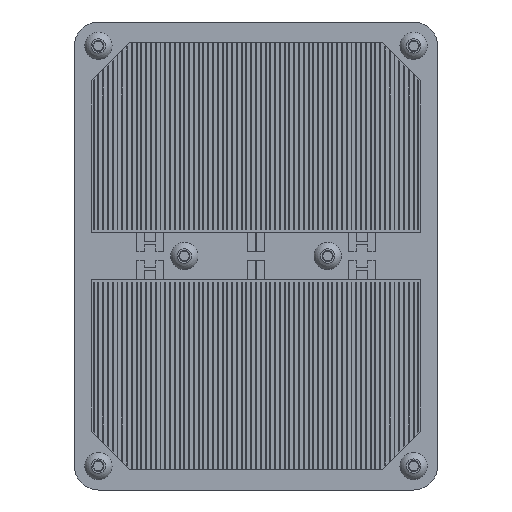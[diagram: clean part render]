
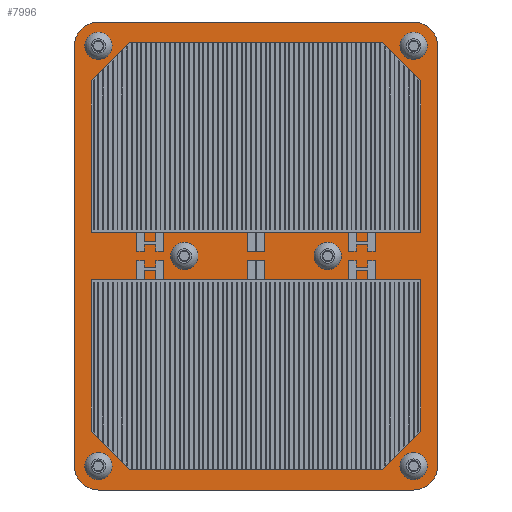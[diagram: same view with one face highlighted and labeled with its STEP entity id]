
A CAD part, front view. The second image highlights one B-rep face of the part: STEP entity #7996.
In plain terms, the highlighted planar face has unit normal (0, -1, 0).
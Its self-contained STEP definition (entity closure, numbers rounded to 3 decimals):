
#82=LINE('',#11303,#1128);
#83=LINE('',#11307,#1129);
#84=LINE('',#11311,#1130);
#85=LINE('',#11315,#1131);
#1128=VECTOR('',#9158,10.);
#1129=VECTOR('',#9161,10.);
#1130=VECTOR('',#9164,10.);
#1131=VECTOR('',#9167,10.);
#2174=PLANE('',#8583);
#2606=FACE_BOUND('',#3193,.T.);
#2607=FACE_BOUND('',#3194,.T.);
#2608=FACE_BOUND('',#3195,.T.);
#2609=FACE_BOUND('',#3196,.T.);
#2610=FACE_BOUND('',#3197,.T.);
#2611=FACE_BOUND('',#3198,.T.);
#2720=FACE_OUTER_BOUND('',#3192,.T.);
#3192=EDGE_LOOP('',(#5722,#5723,#5724,#5725,#5726,#5727,#5728,#5729));
#3193=EDGE_LOOP('',(#5730));
#3194=EDGE_LOOP('',(#5731));
#3195=EDGE_LOOP('',(#5732));
#3196=EDGE_LOOP('',(#5733));
#3197=EDGE_LOOP('',(#5734));
#3198=EDGE_LOOP('',(#5735));
#3760=CIRCLE('',#8566,1.65);
#3762=CIRCLE('',#8569,1.65);
#3764=CIRCLE('',#8572,1.65);
#3766=CIRCLE('',#8575,1.65);
#3768=CIRCLE('',#8578,1.65);
#3770=CIRCLE('',#8581,1.65);
#3772=CIRCLE('',#8584,5.);
#3773=CIRCLE('',#8585,5.);
#3774=CIRCLE('',#8586,5.);
#3775=CIRCLE('',#8587,5.);
#3832=VERTEX_POINT('',#11271);
#3834=VERTEX_POINT('',#11276);
#3836=VERTEX_POINT('',#11281);
#3838=VERTEX_POINT('',#11286);
#3840=VERTEX_POINT('',#11291);
#3842=VERTEX_POINT('',#11296);
#3844=VERTEX_POINT('',#11301);
#3845=VERTEX_POINT('',#11302);
#3846=VERTEX_POINT('',#11304);
#3847=VERTEX_POINT('',#11306);
#3848=VERTEX_POINT('',#11308);
#3849=VERTEX_POINT('',#11310);
#3850=VERTEX_POINT('',#11312);
#3851=VERTEX_POINT('',#11314);
#4586=EDGE_CURVE('',#3832,#3832,#3760,.T.);
#4588=EDGE_CURVE('',#3834,#3834,#3762,.T.);
#4590=EDGE_CURVE('',#3836,#3836,#3764,.T.);
#4592=EDGE_CURVE('',#3838,#3838,#3766,.T.);
#4594=EDGE_CURVE('',#3840,#3840,#3768,.T.);
#4596=EDGE_CURVE('',#3842,#3842,#3770,.T.);
#4598=EDGE_CURVE('',#3844,#3845,#82,.T.);
#4599=EDGE_CURVE('',#3845,#3846,#3772,.T.);
#4600=EDGE_CURVE('',#3846,#3847,#83,.T.);
#4601=EDGE_CURVE('',#3847,#3848,#3773,.T.);
#4602=EDGE_CURVE('',#3848,#3849,#84,.T.);
#4603=EDGE_CURVE('',#3849,#3850,#3774,.T.);
#4604=EDGE_CURVE('',#3850,#3851,#85,.T.);
#4605=EDGE_CURVE('',#3851,#3844,#3775,.T.);
#5722=ORIENTED_EDGE('',*,*,#4598,.T.);
#5723=ORIENTED_EDGE('',*,*,#4599,.T.);
#5724=ORIENTED_EDGE('',*,*,#4600,.T.);
#5725=ORIENTED_EDGE('',*,*,#4601,.T.);
#5726=ORIENTED_EDGE('',*,*,#4602,.T.);
#5727=ORIENTED_EDGE('',*,*,#4603,.T.);
#5728=ORIENTED_EDGE('',*,*,#4604,.T.);
#5729=ORIENTED_EDGE('',*,*,#4605,.T.);
#5730=ORIENTED_EDGE('',*,*,#4586,.T.);
#5731=ORIENTED_EDGE('',*,*,#4588,.T.);
#5732=ORIENTED_EDGE('',*,*,#4590,.T.);
#5733=ORIENTED_EDGE('',*,*,#4592,.T.);
#5734=ORIENTED_EDGE('',*,*,#4594,.T.);
#5735=ORIENTED_EDGE('',*,*,#4596,.T.);
#7996=ADVANCED_FACE('',(#2720,#2606,#2607,#2608,#2609,#2610,#2611),#2174,
 .F.);
#8566=AXIS2_PLACEMENT_3D('',#11272,#9122,#9123);
#8569=AXIS2_PLACEMENT_3D('',#11277,#9128,#9129);
#8572=AXIS2_PLACEMENT_3D('',#11282,#9134,#9135);
#8575=AXIS2_PLACEMENT_3D('',#11287,#9140,#9141);
#8578=AXIS2_PLACEMENT_3D('',#11292,#9146,#9147);
#8581=AXIS2_PLACEMENT_3D('',#11297,#9152,#9153);
#8583=AXIS2_PLACEMENT_3D('',#11300,#9156,#9157);
#8584=AXIS2_PLACEMENT_3D('',#11305,#9159,#9160);
#8585=AXIS2_PLACEMENT_3D('',#11309,#9162,#9163);
#8586=AXIS2_PLACEMENT_3D('',#11313,#9165,#9166);
#8587=AXIS2_PLACEMENT_3D('',#11316,#9168,#9169);
#9122=DIRECTION('center_axis',(0.,1.,0.));
#9123=DIRECTION('ref_axis',(1.,0.,0.));
#9128=DIRECTION('center_axis',(0.,1.,0.));
#9129=DIRECTION('ref_axis',(1.,0.,0.));
#9134=DIRECTION('center_axis',(0.,1.,0.));
#9135=DIRECTION('ref_axis',(1.,0.,0.));
#9140=DIRECTION('center_axis',(0.,1.,0.));
#9141=DIRECTION('ref_axis',(1.,0.,0.));
#9146=DIRECTION('center_axis',(0.,1.,0.));
#9147=DIRECTION('ref_axis',(1.,0.,0.));
#9152=DIRECTION('center_axis',(0.,1.,0.));
#9153=DIRECTION('ref_axis',(1.,0.,0.));
#9156=DIRECTION('center_axis',(0.,1.,0.));
#9157=DIRECTION('ref_axis',(0.,0.,1.));
#9158=DIRECTION('',(-1.,0.,0.));
#9159=DIRECTION('center_axis',(0.,-1.,0.));
#9160=DIRECTION('ref_axis',(-1.,0.,0.));
#9161=DIRECTION('',(0.,0.,-1.));
#9162=DIRECTION('center_axis',(0.,-1.,0.));
#9163=DIRECTION('ref_axis',(0.,0.,-1.));
#9164=DIRECTION('',(1.,0.,0.));
#9165=DIRECTION('center_axis',(0.,-1.,0.));
#9166=DIRECTION('ref_axis',(1.,0.,0.));
#9167=DIRECTION('',(0.,0.,1.));
#9168=DIRECTION('center_axis',(0.,-1.,0.));
#9169=DIRECTION('ref_axis',(0.,0.,1.));
#11271=CARTESIAN_POINT('',(13.35,-0.3,0.));
#11272=CARTESIAN_POINT('Origin',(15.,-0.3,0.));
#11276=CARTESIAN_POINT('',(-16.65,-0.3,0.));
#11277=CARTESIAN_POINT('Origin',(-15.,-0.3,0.));
#11281=CARTESIAN_POINT('',(31.35,-0.3,44.));
#11282=CARTESIAN_POINT('Origin',(33.,-0.3,44.));
#11286=CARTESIAN_POINT('',(-34.65,-0.3,-44.));
#11287=CARTESIAN_POINT('Origin',(-33.,-0.3,-44.));
#11291=CARTESIAN_POINT('',(31.35,-0.3,-44.));
#11292=CARTESIAN_POINT('Origin',(33.,-0.3,-44.));
#11296=CARTESIAN_POINT('',(-34.65,-0.3,44.));
#11297=CARTESIAN_POINT('Origin',(-33.,-0.3,44.));
#11300=CARTESIAN_POINT('Origin',(0.,-0.3,0.));
#11301=CARTESIAN_POINT('',(33.,-0.3,49.));
#11302=CARTESIAN_POINT('',(-33.,-0.3,49.));
#11303=CARTESIAN_POINT('',(-33.,-0.3,49.));
#11304=CARTESIAN_POINT('',(-38.,-0.3,44.));
#11305=CARTESIAN_POINT('Origin',(-33.,-0.3,44.));
#11306=CARTESIAN_POINT('',(-38.,-0.3,-44.));
#11307=CARTESIAN_POINT('',(-38.,-0.3,-44.));
#11308=CARTESIAN_POINT('',(-33.,-0.3,-49.));
#11309=CARTESIAN_POINT('Origin',(-33.,-0.3,-44.));
#11310=CARTESIAN_POINT('',(33.,-0.3,-49.));
#11311=CARTESIAN_POINT('',(33.,-0.3,-49.));
#11312=CARTESIAN_POINT('',(38.,-0.3,-44.));
#11313=CARTESIAN_POINT('Origin',(33.,-0.3,-44.));
#11314=CARTESIAN_POINT('',(38.,-0.3,44.));
#11315=CARTESIAN_POINT('',(38.,-0.3,44.));
#11316=CARTESIAN_POINT('Origin',(33.,-0.3,44.));
